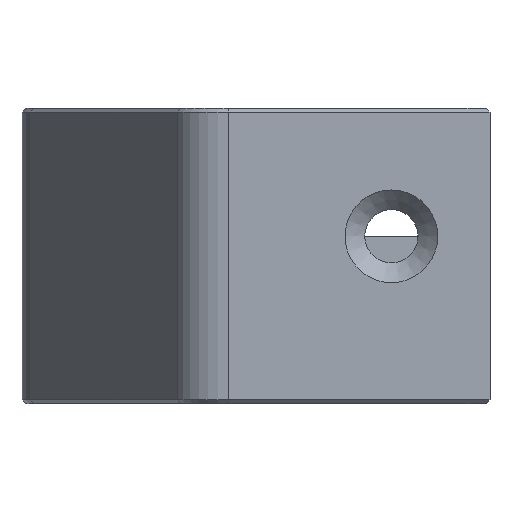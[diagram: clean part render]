
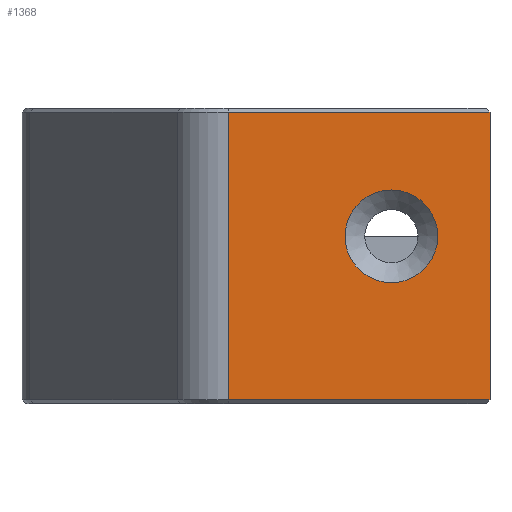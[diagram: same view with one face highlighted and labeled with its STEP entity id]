
A CAD part, front view. The second image highlights one B-rep face of the part: STEP entity #1368.
In plain terms, the highlighted planar face has unit normal (0, -1, 0).
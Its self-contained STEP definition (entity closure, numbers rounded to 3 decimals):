
#736 = VERTEX_POINT('',#737);
#737 = CARTESIAN_POINT('',(-80.,-220.205,12.6));
#743 = EDGE_CURVE('',#744,#736,#746,.T.);
#744 = VERTEX_POINT('',#745);
#745 = CARTESIAN_POINT('',(-80.,-220.205,-16.6));
#746 = LINE('',#747,#748);
#747 = CARTESIAN_POINT('',(-80.,-220.205,10.));
#748 = VECTOR('',#749,1.);
#749 = DIRECTION('',(0.,0.,1.));
#1305 = VERTEX_POINT('',#1306);
#1306 = CARTESIAN_POINT('',(-106.536,-220.205,12.6));
#1335 = EDGE_CURVE('',#1305,#736,#1336,.T.);
#1336 = LINE('',#1337,#1338);
#1337 = CARTESIAN_POINT('',(-106.536,-220.205,12.6));
#1338 = VECTOR('',#1339,1.);
#1339 = DIRECTION('',(1.,0.,0.));
#1368 = ADVANCED_FACE('',(#1369,#1387),#1398,.T.);
#1369 = FACE_BOUND('',#1370,.T.);
#1370 = EDGE_LOOP('',(#1371,#1372,#1373,#1381));
#1371 = ORIENTED_EDGE('',*,*,#743,.T.);
#1372 = ORIENTED_EDGE('',*,*,#1335,.F.);
#1373 = ORIENTED_EDGE('',*,*,#1374,.F.);
#1374 = EDGE_CURVE('',#1375,#1305,#1377,.T.);
#1375 = VERTEX_POINT('',#1376);
#1376 = CARTESIAN_POINT('',(-106.536,-220.205,-16.6));
#1377 = LINE('',#1378,#1379);
#1378 = CARTESIAN_POINT('',(-106.536,-220.205,10.));
#1379 = VECTOR('',#1380,1.);
#1380 = DIRECTION('',(0.,0.,1.));
#1381 = ORIENTED_EDGE('',*,*,#1382,.T.);
#1382 = EDGE_CURVE('',#1375,#744,#1383,.T.);
#1383 = LINE('',#1384,#1385);
#1384 = CARTESIAN_POINT('',(-106.536,-220.205,-16.6));
#1385 = VECTOR('',#1386,1.);
#1386 = DIRECTION('',(1.,0.,0.));
#1387 = FACE_BOUND('',#1388,.T.);
#1388 = EDGE_LOOP('',(#1389));
#1389 = ORIENTED_EDGE('',*,*,#1390,.T.);
#1390 = EDGE_CURVE('',#1391,#1391,#1393,.T.);
#1391 = VERTEX_POINT('',#1392);
#1392 = CARTESIAN_POINT('',(-94.7,-220.205,0.));
#1393 = CIRCLE('',#1394,4.7);
#1394 = AXIS2_PLACEMENT_3D('',#1395,#1396,#1397);
#1395 = CARTESIAN_POINT('',(-90.,-220.205,0.));
#1396 = DIRECTION('',(0.,1.,-0.));
#1397 = DIRECTION('',(-1.,0.,0.));
#1398 = PLANE('',#1399);
#1399 = AXIS2_PLACEMENT_3D('',#1400,#1401,#1402);
#1400 = CARTESIAN_POINT('',(-93.268,-220.205,-1.8));
#1401 = DIRECTION('',(0.,-1.,0.));
#1402 = DIRECTION('',(0.,0.,-1.));
